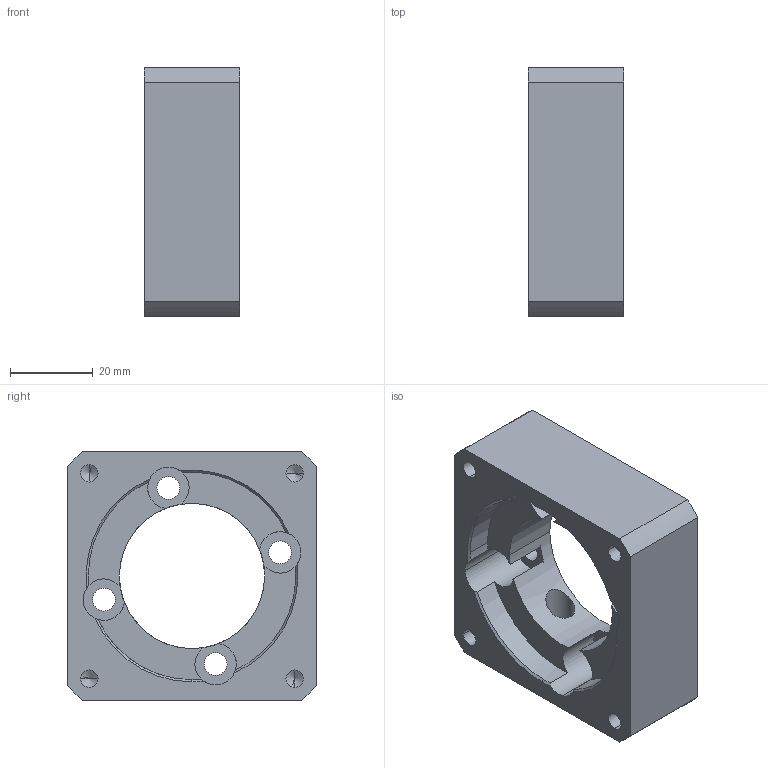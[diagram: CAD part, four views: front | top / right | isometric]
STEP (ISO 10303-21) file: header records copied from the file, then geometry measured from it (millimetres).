
FILE_DESCRIPTION(('STEP AP242'),'1');
FILE_NAME('gbk0600600c.stp','2019-10-31T16:51:13',('TraceParts'),('TraceParts S.A.'),'Spatial InterOp 3D',' ',' ');
FILE_SCHEMA(('AP242_MANAGED_MODEL_BASED_3D_ENGINEERING_MIM_LF {1 0 10303 442 1 1 4}'));
Length unit declared in the file: millimetre
Products named in the file (1): gbk0600600c
Bounding box: 23.1 x 60 x 60 mm (x, y, z)
Volume: 45202.4 mm3; surface area: 15609.7 mm2
Topology: 1 solids, 1 shells, 71 faces, 197 edges, 125 vertices
Faces by surface type: cylinder 40, cone 16, plane 15
Entity records: 2969 total; most frequent: CARTESIAN_POINT 493, DIRECTION 430, ORIENTED_EDGE 378, EDGE_CURVE 189, AXIS2_PLACEMENT_3D 179, VERTEX_POINT 125, CIRCLE 107, EDGE_LOOP 88
